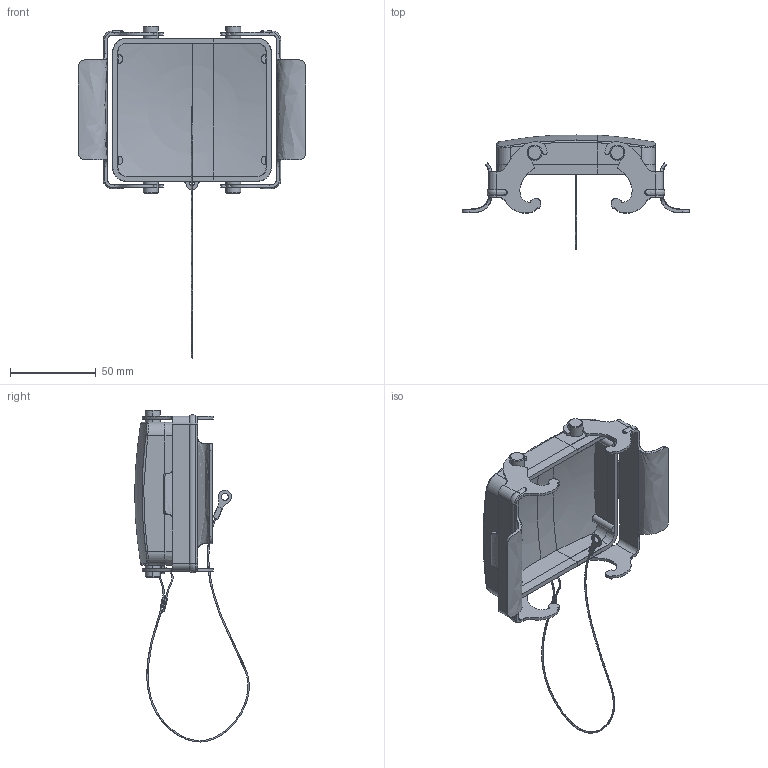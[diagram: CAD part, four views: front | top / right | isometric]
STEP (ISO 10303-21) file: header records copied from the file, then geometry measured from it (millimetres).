
FILE_DESCRIPTION (( 'STEP AP214' ), '1' );
FILE_NAME ('ZP-MC32B-2-DCVLM.step', '2015-08-12T18:14:50', ( '' ), ( '' ), 'SwSTEP 2.0', 'SolidWorks 2014', '' );
FILE_SCHEMA (( 'AUTOMOTIVE_DESIGN' ));
Length unit declared in the file: inch
Products named in the file (1): ZP-MC32B-2-DCVLM
Bounding box: 132.45 x 66.67 x 193.06 mm (x, y, z)
Volume: 69608.2 mm3; surface area: 56776.7 mm2
Topology: 5 solids, 5 shells, 305 faces, 770 edges, 472 vertices
Faces by surface type: plane 136, cylinder 88, bspline 51, cone 24, torus 6
Entity records: 17108 total; most frequent: CARTESIAN_POINT 6161, ORIENTED_EDGE 1532, DIRECTION 1291, EDGE_CURVE 766, VERTEX_POINT 472, AXIS2_PLACEMENT_3D 439, VECTOR 413, LINE 413
